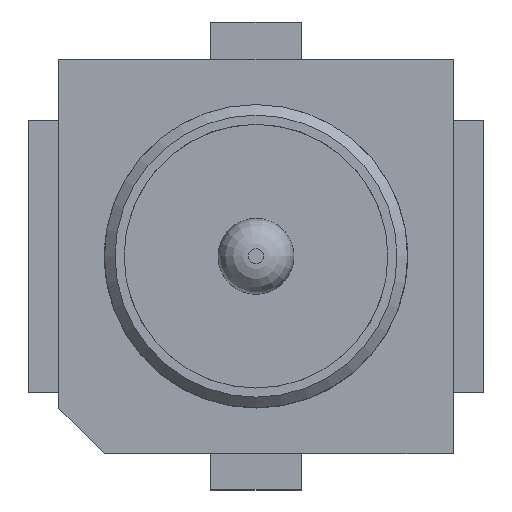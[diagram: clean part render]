
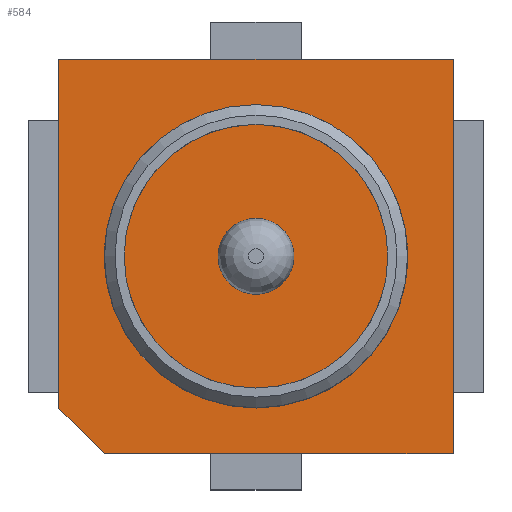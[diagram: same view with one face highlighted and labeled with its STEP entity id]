
A CAD part, top view. The second image highlights one B-rep face of the part: STEP entity #584.
In plain terms, the highlighted planar face has unit normal (0, 0, 1).
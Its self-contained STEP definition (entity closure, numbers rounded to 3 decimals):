
#67 = VERTEX_POINT('',#68);
#68 = CARTESIAN_POINT('',(1.3,1.3,0.36));
#74 = EDGE_CURVE('',#67,#75,#77,.T.);
#75 = VERTEX_POINT('',#76);
#76 = CARTESIAN_POINT('',(1.3,-1.3,0.36));
#77 = LINE('',#78,#79);
#78 = CARTESIAN_POINT('',(1.3,1.3,0.36));
#79 = VECTOR('',#80,1.);
#80 = DIRECTION('',(0.,-1.,0.));
#565 = EDGE_CURVE('',#75,#566,#568,.T.);
#566 = VERTEX_POINT('',#567);
#567 = CARTESIAN_POINT('',(-1.,-1.3,0.36));
#568 = LINE('',#569,#570);
#569 = CARTESIAN_POINT('',(1.3,-1.3,0.36));
#570 = VECTOR('',#571,1.);
#571 = DIRECTION('',(-1.,0.,0.));
#584 = ADVANCED_FACE('',(#585,#605,#631,#667,#721),#775,.T.);
#585 = FACE_BOUND('',#586,.T.);
#586 = EDGE_LOOP('',(#587,#598));
#587 = ORIENTED_EDGE('',*,*,#588,.T.);
#588 = EDGE_CURVE('',#589,#591,#593,.T.);
#589 = VERTEX_POINT('',#590);
#590 = CARTESIAN_POINT('',(-0.25,0.,0.36));
#591 = VERTEX_POINT('',#592);
#592 = CARTESIAN_POINT('',(0.25,0.,0.36));
#593 = CIRCLE('',#594,0.25);
#594 = AXIS2_PLACEMENT_3D('',#595,#596,#597);
#595 = CARTESIAN_POINT('',(0.,0.,0.36));
#596 = DIRECTION('',(0.,0.,-1.));
#597 = DIRECTION('',(1.,0.,0.));
#598 = ORIENTED_EDGE('',*,*,#599,.T.);
#599 = EDGE_CURVE('',#591,#589,#600,.T.);
#600 = CIRCLE('',#601,0.25);
#601 = AXIS2_PLACEMENT_3D('',#602,#603,#604);
#602 = CARTESIAN_POINT('',(0.,0.,0.36));
#603 = DIRECTION('',(0.,0.,-1.));
#604 = DIRECTION('',(1.,0.,0.));
#605 = FACE_BOUND('',#606,.T.);
#606 = EDGE_LOOP('',(#607,#615,#623,#629,#630));
#607 = ORIENTED_EDGE('',*,*,#608,.F.);
#608 = EDGE_CURVE('',#609,#67,#611,.T.);
#609 = VERTEX_POINT('',#610);
#610 = CARTESIAN_POINT('',(-1.3,1.3,0.36));
#611 = LINE('',#612,#613);
#612 = CARTESIAN_POINT('',(-1.3,1.3,0.36));
#613 = VECTOR('',#614,1.);
#614 = DIRECTION('',(1.,0.,0.));
#615 = ORIENTED_EDGE('',*,*,#616,.F.);
#616 = EDGE_CURVE('',#617,#609,#619,.T.);
#617 = VERTEX_POINT('',#618);
#618 = CARTESIAN_POINT('',(-1.3,-1.,0.36));
#619 = LINE('',#620,#621);
#620 = CARTESIAN_POINT('',(-1.3,-1.,0.36));
#621 = VECTOR('',#622,1.);
#622 = DIRECTION('',(0.,1.,0.));
#623 = ORIENTED_EDGE('',*,*,#624,.F.);
#624 = EDGE_CURVE('',#566,#617,#625,.T.);
#625 = LINE('',#626,#627);
#626 = CARTESIAN_POINT('',(-1.,-1.3,0.36));
#627 = VECTOR('',#628,1.);
#628 = DIRECTION('',(-0.707,0.707,0.));
#629 = ORIENTED_EDGE('',*,*,#565,.F.);
#630 = ORIENTED_EDGE('',*,*,#74,.F.);
#631 = FACE_BOUND('',#632,.T.);
#632 = EDGE_LOOP('',(#633,#644,#652,#661));
#633 = ORIENTED_EDGE('',*,*,#634,.T.);
#634 = EDGE_CURVE('',#635,#637,#639,.T.);
#635 = VERTEX_POINT('',#636);
#636 = CARTESIAN_POINT('',(-0.3,0.954,0.36));
#637 = VERTEX_POINT('',#638);
#638 = CARTESIAN_POINT('',(0.3,0.954,0.36));
#639 = CIRCLE('',#640,1.);
#640 = AXIS2_PLACEMENT_3D('',#641,#642,#643);
#641 = CARTESIAN_POINT('',(0.,0.,0.36));
#642 = DIRECTION('',(0.,0.,-1.));
#643 = DIRECTION('',(1.,0.,0.));
#644 = ORIENTED_EDGE('',*,*,#645,.T.);
#645 = EDGE_CURVE('',#637,#646,#648,.T.);
#646 = VERTEX_POINT('',#647);
#647 = CARTESIAN_POINT('',(0.3,0.817,0.36));
#648 = LINE('',#649,#650);
#649 = CARTESIAN_POINT('',(0.3,0.954,0.36));
#650 = VECTOR('',#651,1.);
#651 = DIRECTION('',(0.,-1.,0.));
#652 = ORIENTED_EDGE('',*,*,#653,.T.);
#653 = EDGE_CURVE('',#646,#654,#656,.T.);
#654 = VERTEX_POINT('',#655);
#655 = CARTESIAN_POINT('',(-0.3,0.817,0.36));
#656 = CIRCLE('',#657,0.87);
#657 = AXIS2_PLACEMENT_3D('',#658,#659,#660);
#658 = CARTESIAN_POINT('',(0.,0.,0.36));
#659 = DIRECTION('',(0.,0.,1.));
#660 = DIRECTION('',(1.,0.,0.));
#661 = ORIENTED_EDGE('',*,*,#662,.F.);
#662 = EDGE_CURVE('',#635,#654,#663,.T.);
#663 = LINE('',#664,#665);
#664 = CARTESIAN_POINT('',(-0.3,0.954,0.36));
#665 = VECTOR('',#666,1.);
#666 = DIRECTION('',(0.,-1.,0.));
#667 = FACE_BOUND('',#668,.T.);
#668 = EDGE_LOOP('',(#669,#680,#689,#697,#706,#715));
#669 = ORIENTED_EDGE('',*,*,#670,.T.);
#670 = EDGE_CURVE('',#671,#673,#675,.T.);
#671 = VERTEX_POINT('',#672);
#672 = CARTESIAN_POINT('',(0.974,0.225,0.36));
#673 = VERTEX_POINT('',#674);
#674 = CARTESIAN_POINT('',(1.,0.,0.36));
#675 = CIRCLE('',#676,1.);
#676 = AXIS2_PLACEMENT_3D('',#677,#678,#679);
#677 = CARTESIAN_POINT('',(0.,0.,0.36));
#678 = DIRECTION('',(0.,0.,-1.));
#679 = DIRECTION('',(1.,0.,0.));
#680 = ORIENTED_EDGE('',*,*,#681,.T.);
#681 = EDGE_CURVE('',#673,#682,#684,.T.);
#682 = VERTEX_POINT('',#683);
#683 = CARTESIAN_POINT('',(0.974,-0.225,0.36));
#684 = CIRCLE('',#685,1.);
#685 = AXIS2_PLACEMENT_3D('',#686,#687,#688);
#686 = CARTESIAN_POINT('',(0.,0.,0.36));
#687 = DIRECTION('',(0.,0.,-1.));
#688 = DIRECTION('',(1.,0.,0.));
#689 = ORIENTED_EDGE('',*,*,#690,.T.);
#690 = EDGE_CURVE('',#682,#691,#693,.T.);
#691 = VERTEX_POINT('',#692);
#692 = CARTESIAN_POINT('',(0.84,-0.225,0.36));
#693 = LINE('',#694,#695);
#694 = CARTESIAN_POINT('',(0.974,-0.225,0.36));
#695 = VECTOR('',#696,1.);
#696 = DIRECTION('',(-1.,0.,0.));
#697 = ORIENTED_EDGE('',*,*,#698,.T.);
#698 = EDGE_CURVE('',#691,#699,#701,.T.);
#699 = VERTEX_POINT('',#700);
#700 = CARTESIAN_POINT('',(0.87,0.,0.36));
#701 = CIRCLE('',#702,0.87);
#702 = AXIS2_PLACEMENT_3D('',#703,#704,#705);
#703 = CARTESIAN_POINT('',(0.,0.,0.36));
#704 = DIRECTION('',(0.,0.,1.));
#705 = DIRECTION('',(1.,0.,0.));
#706 = ORIENTED_EDGE('',*,*,#707,.T.);
#707 = EDGE_CURVE('',#699,#708,#710,.T.);
#708 = VERTEX_POINT('',#709);
#709 = CARTESIAN_POINT('',(0.84,0.225,0.36));
#710 = CIRCLE('',#711,0.87);
#711 = AXIS2_PLACEMENT_3D('',#712,#713,#714);
#712 = CARTESIAN_POINT('',(0.,0.,0.36));
#713 = DIRECTION('',(0.,0.,1.));
#714 = DIRECTION('',(1.,0.,0.));
#715 = ORIENTED_EDGE('',*,*,#716,.T.);
#716 = EDGE_CURVE('',#708,#671,#717,.T.);
#717 = LINE('',#718,#719);
#718 = CARTESIAN_POINT('',(0.3,0.225,0.36));
#719 = VECTOR('',#720,1.);
#720 = DIRECTION('',(1.,0.,0.));
#721 = FACE_BOUND('',#722,.T.);
#722 = EDGE_LOOP('',(#723,#734,#742,#751,#760,#768));
#723 = ORIENTED_EDGE('',*,*,#724,.T.);
#724 = EDGE_CURVE('',#725,#727,#729,.T.);
#725 = VERTEX_POINT('',#726);
#726 = CARTESIAN_POINT('',(-1.,0.,0.36));
#727 = VERTEX_POINT('',#728);
#728 = CARTESIAN_POINT('',(-0.974,0.225,0.36));
#729 = CIRCLE('',#730,1.);
#730 = AXIS2_PLACEMENT_3D('',#731,#732,#733);
#731 = CARTESIAN_POINT('',(0.,0.,0.36));
#732 = DIRECTION('',(0.,0.,-1.));
#733 = DIRECTION('',(1.,0.,0.));
#734 = ORIENTED_EDGE('',*,*,#735,.F.);
#735 = EDGE_CURVE('',#736,#727,#738,.T.);
#736 = VERTEX_POINT('',#737);
#737 = CARTESIAN_POINT('',(-0.84,0.225,0.36));
#738 = LINE('',#739,#740);
#739 = CARTESIAN_POINT('',(-0.3,0.225,0.36));
#740 = VECTOR('',#741,1.);
#741 = DIRECTION('',(-1.,0.,0.));
#742 = ORIENTED_EDGE('',*,*,#743,.T.);
#743 = EDGE_CURVE('',#736,#744,#746,.T.);
#744 = VERTEX_POINT('',#745);
#745 = CARTESIAN_POINT('',(-0.87,0.,0.36));
#746 = CIRCLE('',#747,0.87);
#747 = AXIS2_PLACEMENT_3D('',#748,#749,#750);
#748 = CARTESIAN_POINT('',(0.,0.,0.36));
#749 = DIRECTION('',(0.,0.,1.));
#750 = DIRECTION('',(1.,0.,0.));
#751 = ORIENTED_EDGE('',*,*,#752,.T.);
#752 = EDGE_CURVE('',#744,#753,#755,.T.);
#753 = VERTEX_POINT('',#754);
#754 = CARTESIAN_POINT('',(-0.84,-0.225,0.36));
#755 = CIRCLE('',#756,0.87);
#756 = AXIS2_PLACEMENT_3D('',#757,#758,#759);
#757 = CARTESIAN_POINT('',(0.,0.,0.36));
#758 = DIRECTION('',(0.,0.,1.));
#759 = DIRECTION('',(1.,0.,0.));
#760 = ORIENTED_EDGE('',*,*,#761,.T.);
#761 = EDGE_CURVE('',#753,#762,#764,.T.);
#762 = VERTEX_POINT('',#763);
#763 = CARTESIAN_POINT('',(-0.974,-0.225,0.36));
#764 = LINE('',#765,#766);
#765 = CARTESIAN_POINT('',(0.974,-0.225,0.36));
#766 = VECTOR('',#767,1.);
#767 = DIRECTION('',(-1.,0.,0.));
#768 = ORIENTED_EDGE('',*,*,#769,.T.);
#769 = EDGE_CURVE('',#762,#725,#770,.T.);
#770 = CIRCLE('',#771,1.);
#771 = AXIS2_PLACEMENT_3D('',#772,#773,#774);
#772 = CARTESIAN_POINT('',(0.,0.,0.36));
#773 = DIRECTION('',(0.,0.,-1.));
#774 = DIRECTION('',(1.,0.,0.));
#775 = PLANE('',#776);
#776 = AXIS2_PLACEMENT_3D('',#777,#778,#779);
#777 = CARTESIAN_POINT('',(-1.3,1.3,0.36));
#778 = DIRECTION('',(0.,0.,1.));
#779 = DIRECTION('',(1.,0.,0.));
